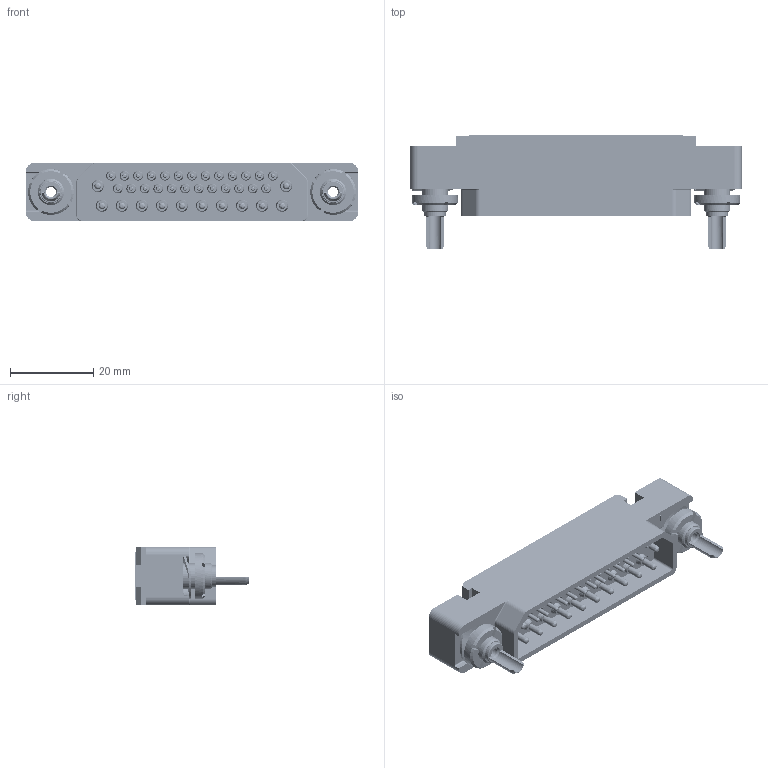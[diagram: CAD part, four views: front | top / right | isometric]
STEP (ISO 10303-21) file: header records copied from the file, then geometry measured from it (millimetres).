
FILE_DESCRIPTION((''),'2;1');
FILE_NAME('1900ND09P2B00B','2019-10-30T',('presta_be4'),(''),'CREO PARAMETRIC BY PTC INC, 2018360','CREO PARAMETRIC BY PTC INC, 2018360','');
FILE_SCHEMA(('CONFIG_CONTROL_DESIGN'));
Products named in the file (1): 1900ND09P2B00B
Bounding box: 80 x 27.55 x 14 mm (x, y, z)
Volume: 11711.1 mm3; surface area: 18285.8 mm2
Topology: 1 solids, 26 shells, 4229 faces, 10008 edges, 6143 vertices
Faces by surface type: plane 1669, cylinder 1426, cone 714, torus 272, sphere 98, extrusion 26, bspline 24
Entity records: 142706 total; most frequent: CARTESIAN_POINT 43468, DIRECTION 21568, ORIENTED_EDGE 19764, EDGE_CURVE 9882, AXIS2_PLACEMENT_3D 7915, VERTEX_POINT 6143, VECTOR 5738, LINE 5712
